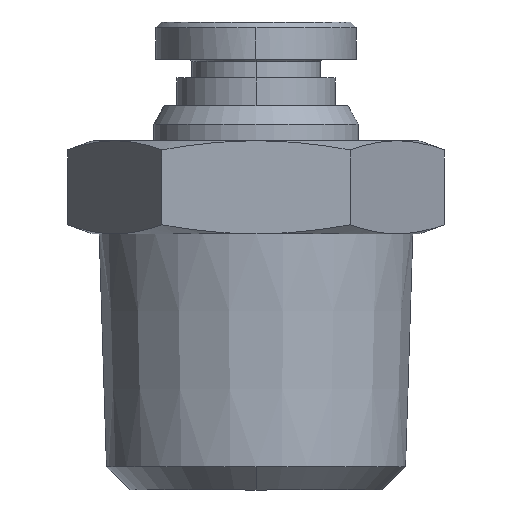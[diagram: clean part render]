
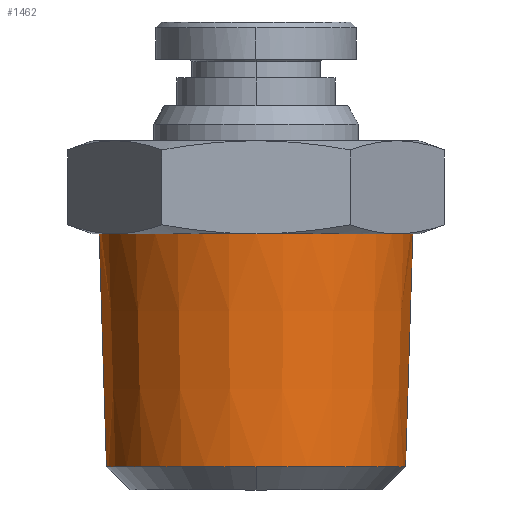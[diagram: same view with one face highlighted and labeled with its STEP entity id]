
A CAD part, left-side view. The second image highlights one B-rep face of the part: STEP entity #1462.
In plain terms, the highlighted conical face has half-angle 1.791 degrees and reference radius 6.734 mm.
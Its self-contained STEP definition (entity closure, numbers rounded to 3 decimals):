
#120 = AXIS2_PLACEMENT_3D ( 'NONE', #12396, #15436, #666 ) ;
#666 = DIRECTION ( 'NONE',  ( 0., -1., 0. ) ) ;
#1108 = VECTOR ( 'NONE', #17790, 1000. ) ;
#1164 = EDGE_CURVE ( 'NONE', #12995, #8936, #18370, .T. ) ;
#1462 = ADVANCED_FACE ( 'NONE', ( #18122 ), #11441, .T. ) ;
#1681 = DIRECTION ( 'NONE',  ( 0., 1., 0. ) ) ;
#2316 = CARTESIAN_POINT ( 'NONE',  ( 22.995, 6.734, 6.504 ) ) ;
#3249 = DIRECTION ( 'NONE',  ( 0., 0., 1. ) ) ;
#3829 = CARTESIAN_POINT ( 'NONE',  ( 22.995, -6.734, 6.504 ) ) ;
#3856 = DIRECTION ( 'NONE',  ( 0., 1., 0. ) ) ;
#4297 = CARTESIAN_POINT ( 'NONE',  ( 22.995, 0., 6.504 ) ) ;
#4378 = CARTESIAN_POINT ( 'NONE',  ( 16.573, 0., -3.496 ) ) ;
#4742 = VERTEX_POINT ( 'NONE', #4378 ) ;
#4758 = DIRECTION ( 'NONE',  ( 0., 0., 1. ) ) ;
#4818 = CARTESIAN_POINT ( 'NONE',  ( 22.995, 0., -3.496 ) ) ;
#5044 = ORIENTED_EDGE ( 'NONE', *, *, #7983, .T. ) ;
#5339 = DIRECTION ( 'NONE',  ( 0., -0.031, 1. ) ) ;
#5710 = VERTEX_POINT ( 'NONE', #5713 ) ;
#5713 = CARTESIAN_POINT ( 'NONE',  ( 22.995, 6.422, -3.496 ) ) ;
#6266 = EDGE_LOOP ( 'NONE', ( #13249, #17910, #7306, #10730, #5044 ) ) ;
#6331 = EDGE_CURVE ( 'NONE', #5710, #8936, #16374, .T. ) ;
#6817 = AXIS2_PLACEMENT_3D ( 'NONE', #4818, #4758, #7664 ) ;
#7306 = ORIENTED_EDGE ( 'NONE', *, *, #1164, .T. ) ;
#7664 = DIRECTION ( 'NONE',  ( 0., -1., 0. ) ) ;
#7983 = EDGE_CURVE ( 'NONE', #5710, #4742, #9664, .T. ) ;
#8175 = EDGE_CURVE ( 'NONE', #9791, #12995, #11238, .T. ) ;
#8936 = VERTEX_POINT ( 'NONE', #2316 ) ;
#9664 = CIRCLE ( 'NONE', #6817, 6.422 ) ;
#9791 = VERTEX_POINT ( 'NONE', #11574 ) ;
#10137 = AXIS2_PLACEMENT_3D ( 'NONE', #12276, #15617, #3856 ) ;
#10730 = ORIENTED_EDGE ( 'NONE', *, *, #6331, .F. ) ;
#10784 = VECTOR ( 'NONE', #5339, 1000. ) ;
#11238 = LINE ( 'NONE', #3829, #10784 ) ;
#11441 = CONICAL_SURFACE ( 'NONE', #14690, 6.734, 0.031 ) ;
#11574 = CARTESIAN_POINT ( 'NONE',  ( 22.995, -6.422, -3.496 ) ) ;
#12276 = CARTESIAN_POINT ( 'NONE',  ( 22.995, 0., 6.504 ) ) ;
#12396 = CARTESIAN_POINT ( 'NONE',  ( 22.995, 0., -3.496 ) ) ;
#12995 = VERTEX_POINT ( 'NONE', #18623 ) ;
#13249 = ORIENTED_EDGE ( 'NONE', *, *, #14052, .T. ) ;
#14052 = EDGE_CURVE ( 'NONE', #4742, #9791, #17294, .T. ) ;
#14690 = AXIS2_PLACEMENT_3D ( 'NONE', #4297, #3249, #1681 ) ;
#14894 = CARTESIAN_POINT ( 'NONE',  ( 22.995, 6.734, 6.504 ) ) ;
#15436 = DIRECTION ( 'NONE',  ( 0., 0., 1. ) ) ;
#15617 = DIRECTION ( 'NONE',  ( 0., 0., -1. ) ) ;
#16374 = LINE ( 'NONE', #14894, #1108 ) ;
#17294 = CIRCLE ( 'NONE', #120, 6.422 ) ;
#17790 = DIRECTION ( 'NONE',  ( 0., 0.031, 1. ) ) ;
#17910 = ORIENTED_EDGE ( 'NONE', *, *, #8175, .T. ) ;
#18122 = FACE_OUTER_BOUND ( 'NONE', #6266, .T. ) ;
#18370 = CIRCLE ( 'NONE', #10137, 6.734 ) ;
#18623 = CARTESIAN_POINT ( 'NONE',  ( 22.995, -6.734, 6.504 ) ) ;
